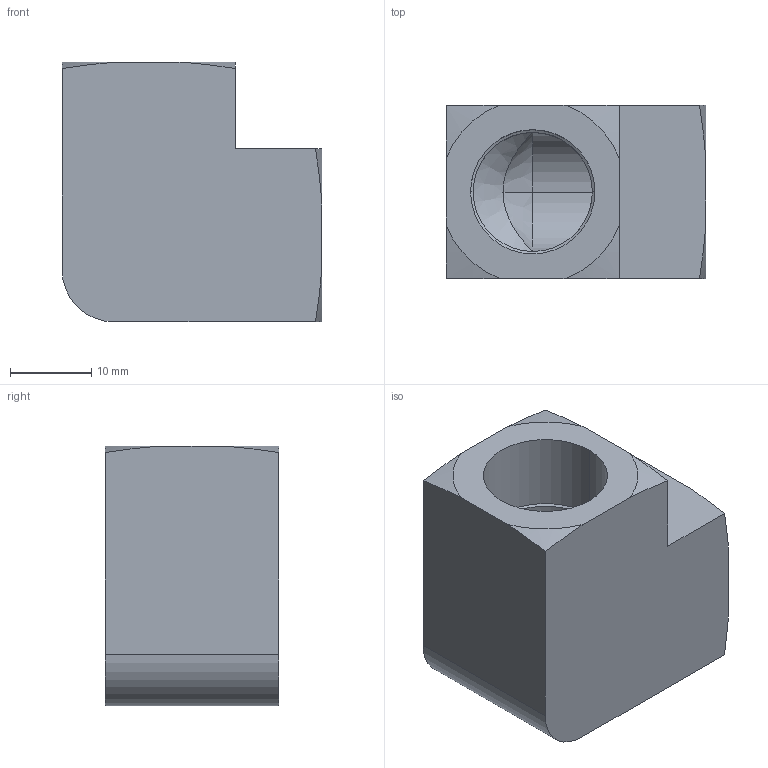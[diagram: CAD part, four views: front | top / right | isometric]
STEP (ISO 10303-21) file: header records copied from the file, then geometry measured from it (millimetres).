
FILE_DESCRIPTION (( 'STEP AP203' ), '1' );
FILE_NAME ('BFFE-38N.step', '2016-02-15T20:04:48', ( '' ), ( '' ), 'SwSTEP 2.0', 'SolidWorks 2015', '' );
FILE_SCHEMA (( 'CONFIG_CONTROL_DESIGN' ));
Length unit declared in the file: inch
Products named in the file (1): BFFE-38N
Bounding box: 32 x 21.34 x 32 mm (x, y, z)
Volume: 11984.7 mm3; surface area: 6020.7 mm2
Topology: 1 solids, 1 shells, 32 faces, 78 edges, 48 vertices
Faces by surface type: cone 15, cylinder 9, plane 8
Entity records: 1057 total; most frequent: CARTESIAN_POINT 243, ORIENTED_EDGE 156, DIRECTION 150, EDGE_CURVE 78, AXIS2_PLACEMENT_3D 59, VERTEX_POINT 48, EDGE_LOOP 34, FACE_OUTER_BOUND 32
